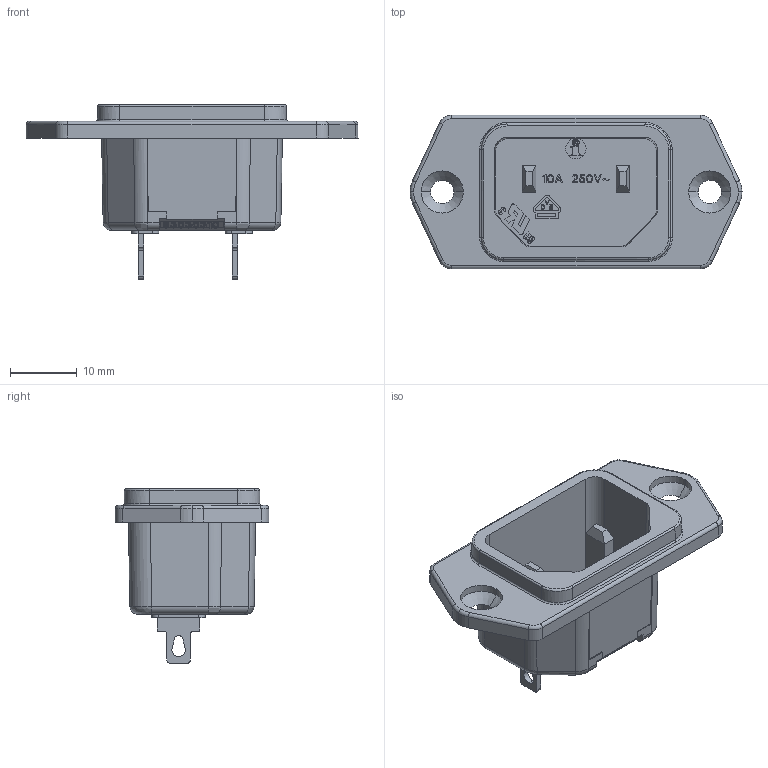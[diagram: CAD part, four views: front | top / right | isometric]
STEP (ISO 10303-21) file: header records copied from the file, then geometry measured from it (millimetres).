
FILE_DESCRIPTION(('OneSpaceDesigner STEP Export'),'2;1');
FILE_NAME('83030310_R2_C18_Screw-Mount_Solder-Tab_9-2-13.stp','2013-09-02T15:39:17',(''),(''),'OneSpace Designer STEP processor for AP214 (Solid Model)','OneSpace Designer 14.50 18-Oct-2006 (C) CoCreate Software GmbH','');
FILE_SCHEMA(('AUTOMOTIVE_DESIGN { 1 0 10303 214 1 1 1 1 }'));
Length unit declared in the file: millimetre
Products named in the file (5): Part-Number-Insert_83030310; Contacts_Measured_L-N_Solder-Tab; Contacts_C18_Solder-Tab_Assy; C18_Screw-Mount_R2_9-2-13; 83030310_R2_C18_Screw-Mount_Solder-Tab_9-2-13
Assembly tree (5 placements, depth 3):
  83030310_R2_C18_Screw-Mount_Solder-Tab_9-2-13
    C18_Screw-Mount_R2_9-2-13
    Contacts_C18_Solder-Tab_Assy
      Contacts_Measured_L-N_Solder-Tab  x2
    Part-Number-Insert_83030310
Bounding box: 49.64 x 23 x 26.14 mm (x, y, z)
Volume: 4337.4 mm3; surface area: 5519.4 mm2
Topology: 4 solids, 4 shells, 1369 faces, 3834 edges, 2540 vertices
Faces by surface type: plane 1178, cylinder 132, extrusion 29, bspline 14, torus 12, cone 4
Entity records: 43384 total; most frequent: CARTESIAN_POINT 8818, ORIENTED_EDGE 7506, DIRECTION 6333, EDGE_CURVE 3753, VECTOR 3415, LINE 3386, VERTEX_POINT 2488, AXIS2_PLACEMENT_3D 1459
